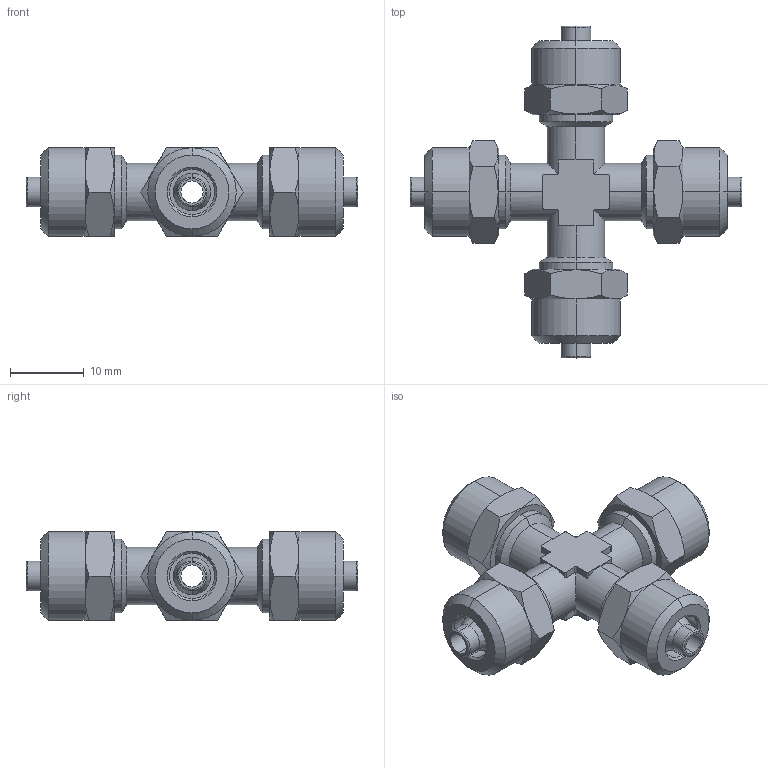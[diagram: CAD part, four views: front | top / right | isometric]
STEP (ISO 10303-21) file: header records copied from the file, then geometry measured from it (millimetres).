
FILE_DESCRIPTION (( 'STEP AP203' ), '1' );
FILE_NAME ('02120030.STEP', '2011-09-29T14:55:52', ( '' ), ( 'sopra-pneumatic' ), 'SwSTEP 2.0', 'SolidWorks 2011', '' );
FILE_SCHEMA (( 'CONFIG_CONTROL_DESIGN' ));
Length unit declared in the file: millimetre
Products named in the file (1): 02120030
Bounding box: 45 x 45 x 12 mm (x, y, z)
Volume: 5883 mm3; surface area: 4176 mm2
Topology: 1 solids, 1 shells, 218 faces, 520 edges, 314 vertices
Faces by surface type: cylinder 80, plane 66, cone 64, torus 8
Entity records: 6721 total; most frequent: CARTESIAN_POINT 1701, ORIENTED_EDGE 1040, DIRECTION 1030, EDGE_CURVE 520, AXIS2_PLACEMENT_3D 411, VERTEX_POINT 314, EDGE_LOOP 234, ADVANCED_FACE 218
